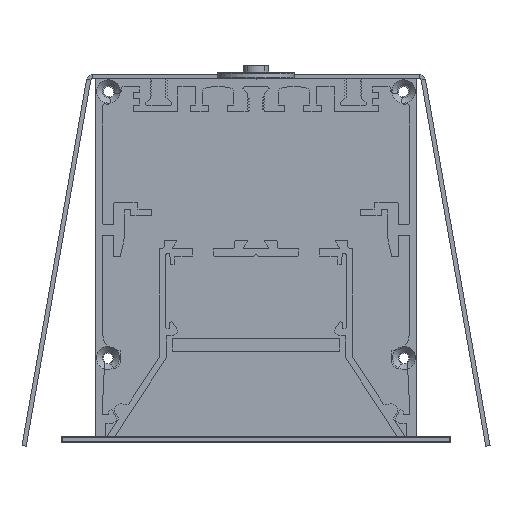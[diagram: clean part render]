
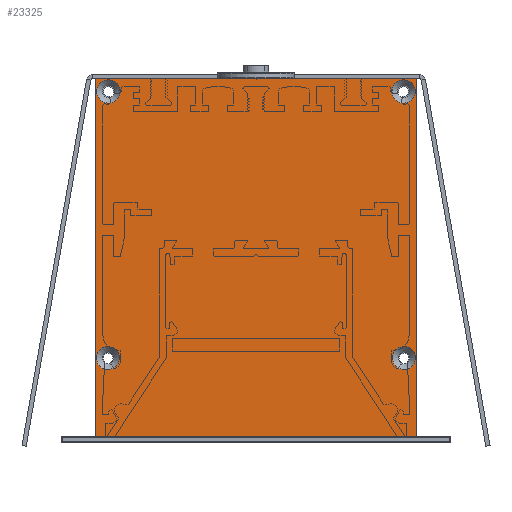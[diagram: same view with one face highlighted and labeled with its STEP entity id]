
A CAD part, front view. The second image highlights one B-rep face of the part: STEP entity #23325.
In plain terms, the highlighted planar face has unit normal (0, -1, 0).
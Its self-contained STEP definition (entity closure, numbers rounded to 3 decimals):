
#235=FACE_BOUND('',#2787,.T.);
#236=FACE_BOUND('',#2788,.T.);
#237=FACE_BOUND('',#2789,.T.);
#238=FACE_BOUND('',#2790,.T.);
#590=PLANE('',#25147);
#1499=FACE_OUTER_BOUND('',#2786,.T.);
#2786=EDGE_LOOP('',(#18308,#18309,#18310,#18311));
#2787=EDGE_LOOP('',(#18312));
#2788=EDGE_LOOP('',(#18313));
#2789=EDGE_LOOP('',(#18314));
#2790=EDGE_LOOP('',(#18315));
#4852=LINE('',#38199,#6989);
#4868=LINE('',#38256,#7005);
#4871=LINE('',#38262,#7008);
#4872=LINE('',#38263,#7009);
#6989=VECTOR('',#29408,10.);
#7005=VECTOR('',#29472,10.);
#7008=VECTOR('',#29477,10.);
#7009=VECTOR('',#29478,10.);
#8511=CIRCLE('',#25126,2.75);
#8514=CIRCLE('',#25131,2.75);
#8517=CIRCLE('',#25136,2.75);
#8520=CIRCLE('',#25141,2.75);
#10279=VERTEX_POINT('',#38196);
#10280=VERTEX_POINT('',#38198);
#10284=VERTEX_POINT('',#38211);
#10287=VERTEX_POINT('',#38221);
#10290=VERTEX_POINT('',#38231);
#10293=VERTEX_POINT('',#38241);
#10297=VERTEX_POINT('',#38255);
#10299=VERTEX_POINT('',#38261);
#13117=EDGE_CURVE('',#10280,#10279,#4852,.T.);
#13123=EDGE_CURVE('',#10284,#10284,#8511,.T.);
#13128=EDGE_CURVE('',#10287,#10287,#8514,.T.);
#13133=EDGE_CURVE('',#10290,#10290,#8517,.T.);
#13138=EDGE_CURVE('',#10293,#10293,#8520,.T.);
#13145=EDGE_CURVE('',#10297,#10280,#4868,.T.);
#13148=EDGE_CURVE('',#10279,#10299,#4871,.T.);
#13149=EDGE_CURVE('',#10299,#10297,#4872,.T.);
#18308=ORIENTED_EDGE('',*,*,#13117,.T.);
#18309=ORIENTED_EDGE('',*,*,#13148,.T.);
#18310=ORIENTED_EDGE('',*,*,#13149,.T.);
#18311=ORIENTED_EDGE('',*,*,#13145,.T.);
#18312=ORIENTED_EDGE('',*,*,#13123,.T.);
#18313=ORIENTED_EDGE('',*,*,#13128,.T.);
#18314=ORIENTED_EDGE('',*,*,#13133,.T.);
#18315=ORIENTED_EDGE('',*,*,#13138,.T.);
#23325=ADVANCED_FACE('',(#1499,#235,#236,#237,#238),#590,.T.);
#25126=AXIS2_PLACEMENT_3D('',#38212,#29420,#29421);
#25131=AXIS2_PLACEMENT_3D('',#38222,#29432,#29433);
#25136=AXIS2_PLACEMENT_3D('',#38232,#29444,#29445);
#25141=AXIS2_PLACEMENT_3D('',#38242,#29456,#29457);
#25147=AXIS2_PLACEMENT_3D('',#38260,#29475,#29476);
#29408=DIRECTION('',(1.,0.,0.));
#29420=DIRECTION('center_axis',(0.,1.,0.));
#29421=DIRECTION('ref_axis',(-1.,0.,0.));
#29432=DIRECTION('center_axis',(0.,1.,0.));
#29433=DIRECTION('ref_axis',(-1.,0.,0.));
#29444=DIRECTION('center_axis',(0.,1.,0.));
#29445=DIRECTION('ref_axis',(-1.,0.,0.));
#29456=DIRECTION('center_axis',(0.,1.,0.));
#29457=DIRECTION('ref_axis',(-1.,0.,0.));
#29472=DIRECTION('',(0.,0.,-1.));
#29475=DIRECTION('center_axis',(0.,-1.,0.));
#29476=DIRECTION('ref_axis',(0.,0.,1.));
#29477=DIRECTION('',(0.,0.,1.));
#29478=DIRECTION('',(-1.,0.,0.));
#38196=CARTESIAN_POINT('',(38.,-565.25,-84.6));
#38198=CARTESIAN_POINT('',(-38.,-565.25,-84.6));
#38199=CARTESIAN_POINT('',(0.,-565.25,-84.6));
#38211=CARTESIAN_POINT('',(-32.15,-565.25,-3.1));
#38212=CARTESIAN_POINT('Origin',(-34.9,-565.25,-3.1));
#38221=CARTESIAN_POINT('',(37.75,-565.25,-66.1));
#38222=CARTESIAN_POINT('Origin',(35.,-565.25,-66.1));
#38231=CARTESIAN_POINT('',(-32.25,-565.25,-66.1));
#38232=CARTESIAN_POINT('Origin',(-35.,-565.25,-66.1));
#38241=CARTESIAN_POINT('',(37.65,-565.25,-3.1));
#38242=CARTESIAN_POINT('Origin',(34.9,-565.25,-3.1));
#38255=CARTESIAN_POINT('',(-38.,-565.25,0.));
#38256=CARTESIAN_POINT('',(-38.,-565.25,-86.));
#38260=CARTESIAN_POINT('Origin',(0.,-565.25,-43.));
#38261=CARTESIAN_POINT('',(38.,-565.25,0.));
#38262=CARTESIAN_POINT('',(38.,-565.25,0.));
#38263=CARTESIAN_POINT('',(-38.,-565.25,0.));
